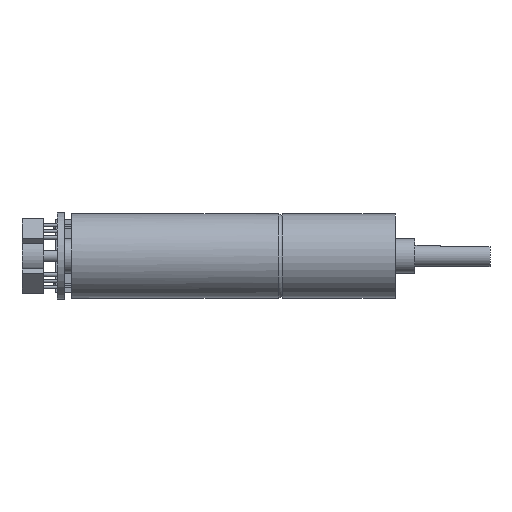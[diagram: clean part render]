
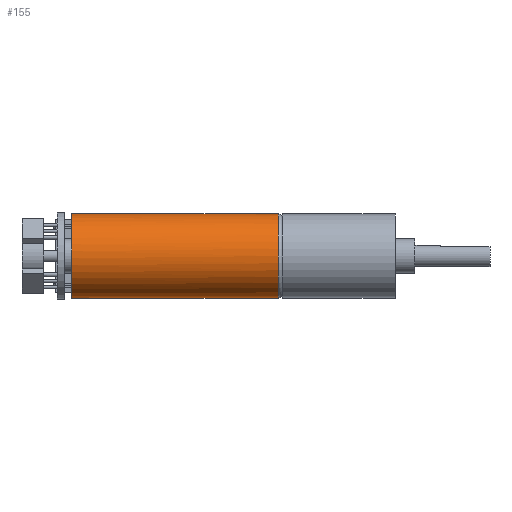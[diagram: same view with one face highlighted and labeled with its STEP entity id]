
A CAD part, left-side view. The second image highlights one B-rep face of the part: STEP entity #155.
In plain terms, the highlighted cylindrical face has radius 6 mm (diameter 12 mm), a full revolution.
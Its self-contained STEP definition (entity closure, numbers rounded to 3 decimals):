
#155 = ADVANCED_FACE( '', ( #379, #380 ), #381, .T. );
#379 = FACE_OUTER_BOUND( '', #708, .T. );
#380 = FACE_OUTER_BOUND( '', #709, .T. );
#381 = CYLINDRICAL_SURFACE( '', #710, 6. );
#708 = EDGE_LOOP( '', ( #1136, #1137, #1138, #1139 ) );
#709 = EDGE_LOOP( '', ( #1140 ) );
#710 = AXIS2_PLACEMENT_3D( '', #1141, #1142, #1143 );
#1136 = ORIENTED_EDGE( '', *, *, #1735, .T. );
#1137 = ORIENTED_EDGE( '', *, *, #1732, .T. );
#1138 = ORIENTED_EDGE( '', *, *, #1766, .T. );
#1139 = ORIENTED_EDGE( '', *, *, #1767, .T. );
#1140 = ORIENTED_EDGE( '', *, *, #1712, .F. );
#1141 = CARTESIAN_POINT( '', ( 0., 44., 0. ) );
#1142 = DIRECTION( '', ( 0., 1., 0. ) );
#1143 = DIRECTION( '', ( 0., 0., -1. ) );
#1712 = EDGE_CURVE( '', #2019, #2019, #2020, .T. );
#1732 = EDGE_CURVE( '', #2053, #2054, #2055, .T. );
#1735 = EDGE_CURVE( '', #2058, #2053, #2059, .T. );
#1766 = EDGE_CURVE( '', #2054, #2107, #2108, .T. );
#1767 = EDGE_CURVE( '', #2107, #2058, #2109, .T. );
#2019 = VERTEX_POINT( '', #2452 );
#2020 = CIRCLE( '', #2453, 6. );
#2053 = VERTEX_POINT( '', #2496 );
#2054 = VERTEX_POINT( '', #2497 );
#2055 = CIRCLE( '', #2498, 6. );
#2058 = VERTEX_POINT( '', #2502 );
#2059 = CIRCLE( '', #2503, 6. );
#2107 = VERTEX_POINT( '', #2572 );
#2108 = CIRCLE( '', #2573, 6. );
#2109 = CIRCLE( '', #2574, 6. );
#2452 = CARTESIAN_POINT( '', ( 0., 16.7, -6. ) );
#2453 = AXIS2_PLACEMENT_3D( '', #2909, #2910, #2911 );
#2496 = CARTESIAN_POINT( '', ( 4.3, 46.1, -4.185 ) );
#2497 = CARTESIAN_POINT( '', ( 4.3, 46.1, 4.185 ) );
#2498 = AXIS2_PLACEMENT_3D( '', #2934, #2935, #2936 );
#2502 = CARTESIAN_POINT( '', ( 4.006, 46.1, -4.467 ) );
#2503 = AXIS2_PLACEMENT_3D( '', #2938, #2939, #2940 );
#2572 = CARTESIAN_POINT( '', ( 4.006, 46.1, 4.467 ) );
#2573 = AXIS2_PLACEMENT_3D( '', #2965, #2966, #2967 );
#2574 = AXIS2_PLACEMENT_3D( '', #2968, #2969, #2970 );
#2909 = CARTESIAN_POINT( '', ( 0., 16.7, 0. ) );
#2910 = DIRECTION( '', ( 0., -1., 0. ) );
#2911 = DIRECTION( '', ( 0., 0., -1. ) );
#2934 = CARTESIAN_POINT( '', ( 0., 46.1, 0. ) );
#2935 = DIRECTION( '', ( 0., -1., 0. ) );
#2936 = DIRECTION( '', ( 0., 0., -1. ) );
#2938 = CARTESIAN_POINT( '', ( 0., 46.1, 0. ) );
#2939 = DIRECTION( '', ( 0., -1., 0. ) );
#2940 = DIRECTION( '', ( 0., 0., -1. ) );
#2965 = CARTESIAN_POINT( '', ( 0., 46.1, 0. ) );
#2966 = DIRECTION( '', ( 0., -1., 0. ) );
#2967 = DIRECTION( '', ( 0., 0., -1. ) );
#2968 = CARTESIAN_POINT( '', ( 0., 46.1, 0. ) );
#2969 = DIRECTION( '', ( 0., -1., 0. ) );
#2970 = DIRECTION( '', ( 0., 0., -1. ) );
